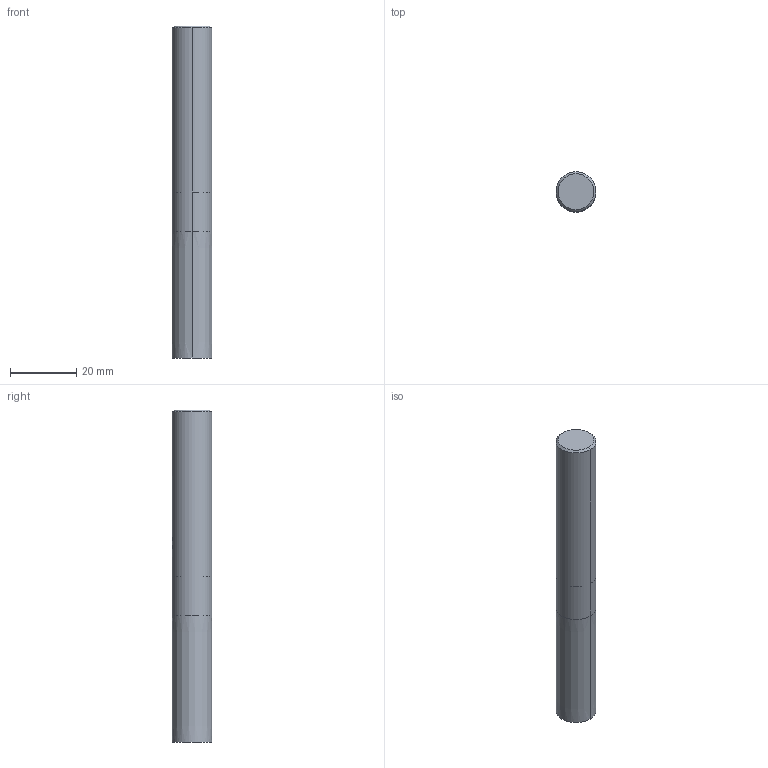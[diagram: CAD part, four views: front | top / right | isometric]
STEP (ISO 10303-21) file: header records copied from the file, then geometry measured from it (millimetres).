
FILE_DESCRIPTION(('no description'),'unknown implementation level');
FILE_NAME('solidzFKVtU2l96M5wDu7NwZn6vJvGb0_1.STP',' ',('CIMSOURCE GmbH'),('CADClick - KiM GmbH - www.kimweb.de'),'unknown preprocess','ACIS','unknown authorization');
FILE_SCHEMA(('automotive_design'));
Length unit declared in the file: millimetre
Products named in the file (2): NOCUT; CUT
Bounding box: 12 x 12 x 100 mm (x, y, z)
Volume: 11302.4 mm3; surface area: 4210.7 mm2
Topology: 2 solids, 2 shells, 26 faces, 61 edges, 40 vertices
Faces by surface type: cylinder 12, plane 10, cone 4
Entity records: 1778 total; most frequent: CARTESIAN_POINT 413, DIRECTION 131, STYLED_ITEM 129, PRESENTATION_STYLE_ASSIGNMENT 129, COLOUR_RGB 129, ORIENTED_EDGE 122, EDGE_CURVE 61, CURVE_STYLE 61
